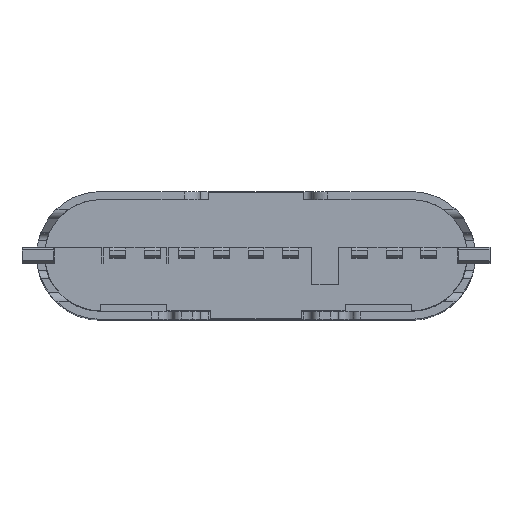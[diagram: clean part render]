
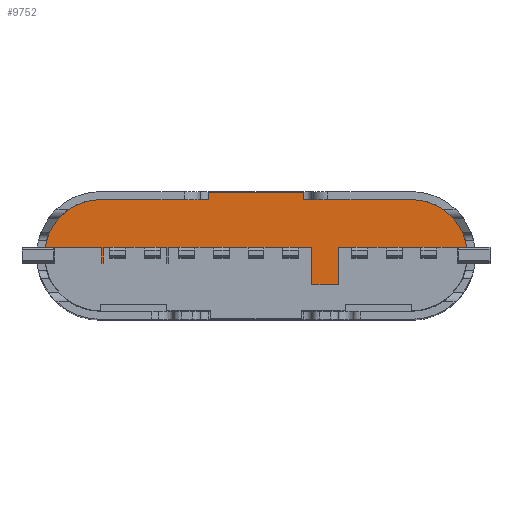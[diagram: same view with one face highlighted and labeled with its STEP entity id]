
A CAD part, top view. The second image highlights one B-rep face of the part: STEP entity #9752.
In plain terms, the highlighted planar face has unit normal (0, 0, 1).
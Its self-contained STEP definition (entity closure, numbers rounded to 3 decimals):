
#908=DIRECTION('',(-1.,0.,0.));
#909=VECTOR('',#908,1.8);
#910=CARTESIAN_POINT('',(0.9,1.22,2.24));
#911=LINE('',#910,#909);
#1251=CARTESIAN_POINT('',(-2.925,0.03,2.24));
#1252=DIRECTION('',(0.,0.,-1.));
#1253=DIRECTION('',(-0.773,0.634,0.));
#1254=AXIS2_PLACEMENT_3D('',#1251,#1252,#1253);
#1256=DIRECTION('',(0.,1.,0.));
#1257=VECTOR('',#1256,0.14);
#1258=CARTESIAN_POINT('',(-0.9,1.08,2.24));
#1259=LINE('',#1258,#1257);
#1260=CARTESIAN_POINT('',(2.925,0.03,2.24));
#1261=DIRECTION('',(0.,0.,-1.));
#1262=DIRECTION('',(0.,1.,0.));
#1263=AXIS2_PLACEMENT_3D('',#1260,#1261,#1262);
#1265=CARTESIAN_POINT('',(2.925,0.03,2.24));
#1266=DIRECTION('',(0.,0.,-1.));
#1267=DIRECTION('',(0.773,0.634,0.));
#1268=AXIS2_PLACEMENT_3D('',#1265,#1266,#1267);
#1270=DIRECTION('',(-1.,0.,0.));
#1271=VECTOR('',#1270,0.01);
#1272=CARTESIAN_POINT('',(3.8,-0.12,2.24));
#1273=LINE('',#1272,#1271);
#1274=DIRECTION('',(-1.,0.,0.));
#1275=VECTOR('',#1274,2.24);
#1276=CARTESIAN_POINT('',(3.79,0.18,2.24));
#1277=LINE('',#1276,#1275);
#1278=DIRECTION('',(0.,-1.,0.));
#1279=VECTOR('',#1278,0.7);
#1280=CARTESIAN_POINT('',(1.55,0.18,2.24));
#1281=LINE('',#1280,#1279);
#1282=DIRECTION('',(-1.,0.,0.));
#1283=VECTOR('',#1282,2.7);
#1284=CARTESIAN_POINT('',(1.05,0.18,2.24));
#1285=LINE('',#1284,#1283);
#1286=DIRECTION('',(0.,-1.,0.));
#1287=VECTOR('',#1286,0.3);
#1288=CARTESIAN_POINT('',(-1.65,0.18,2.24));
#1289=LINE('',#1288,#1287);
#1290=DIRECTION('',(-1.,0.,0.));
#1291=VECTOR('',#1290,0.025);
#1292=CARTESIAN_POINT('',(-1.65,-0.12,2.24));
#1293=LINE('',#1292,#1291);
#1294=DIRECTION('',(0.,1.,0.));
#1295=VECTOR('',#1294,0.3);
#1296=CARTESIAN_POINT('',(-1.675,-0.12,2.24));
#1297=LINE('',#1296,#1295);
#1298=DIRECTION('',(-1.,0.,0.));
#1299=VECTOR('',#1298,1.2);
#1300=CARTESIAN_POINT('',(-1.675,0.18,2.24));
#1301=LINE('',#1300,#1299);
#1302=DIRECTION('',(-1.,0.,0.));
#1303=VECTOR('',#1302,0.025);
#1304=CARTESIAN_POINT('',(-2.875,-0.12,2.24));
#1305=LINE('',#1304,#1303);
#1306=DIRECTION('',(-1.,0.,0.));
#1307=VECTOR('',#1306,0.89);
#1308=CARTESIAN_POINT('',(-2.9,0.18,2.24));
#1309=LINE('',#1308,#1307);
#1310=DIRECTION('',(0.,-1.,0.));
#1311=VECTOR('',#1310,0.3);
#1312=CARTESIAN_POINT('',(-3.79,0.18,2.24));
#1313=LINE('',#1312,#1311);
#1314=DIRECTION('',(-1.,0.,0.));
#1315=VECTOR('',#1314,0.01);
#1316=CARTESIAN_POINT('',(-3.79,-0.12,2.24));
#1317=LINE('',#1316,#1315);
#1318=CARTESIAN_POINT('',(-2.925,0.03,2.24));
#1319=DIRECTION('',(0.,0.,-1.));
#1320=DIRECTION('',(-0.99,0.143,0.));
#1321=AXIS2_PLACEMENT_3D('',#1318,#1319,#1320);
#1323=DIRECTION('',(-1.,0.,0.));
#1324=VECTOR('',#1323,1.858);
#1325=CARTESIAN_POINT('',(-1.067,1.08,2.24));
#1326=LINE('',#1325,#1324);
#1372=DIRECTION('',(-1.,0.,0.));
#1373=VECTOR('',#1372,0.167);
#1374=CARTESIAN_POINT('',(-0.9,1.08,2.24));
#1375=LINE('',#1374,#1373);
#1392=DIRECTION('',(0.,1.,0.));
#1393=VECTOR('',#1392,0.14);
#1394=CARTESIAN_POINT('',(0.9,1.08,2.24));
#1395=LINE('',#1394,#1393);
#1413=DIRECTION('',(-1.,0.,0.));
#1414=VECTOR('',#1413,0.167);
#1415=CARTESIAN_POINT('',(1.067,1.08,2.24));
#1416=LINE('',#1415,#1414);
#2032=DIRECTION('',(1.,0.,0.));
#2033=VECTOR('',#2032,0.164);
#2034=CARTESIAN_POINT('',(-3.964,0.18,2.24));
#2035=LINE('',#2034,#2033);
#2070=DIRECTION('',(0.,-1.,0.));
#2071=VECTOR('',#2070,0.3);
#2072=CARTESIAN_POINT('',(-3.8,0.18,2.24));
#2073=LINE('',#2072,#2071);
#2098=DIRECTION('',(0.,-1.,0.));
#2099=VECTOR('',#2098,0.3);
#2100=CARTESIAN_POINT('',(-2.9,0.18,2.24));
#2101=LINE('',#2100,#2099);
#2114=DIRECTION('',(0.,1.,0.));
#2115=VECTOR('',#2114,0.3);
#2116=CARTESIAN_POINT('',(-2.875,-0.12,2.24));
#2117=LINE('',#2116,#2115);
#2692=DIRECTION('',(0.,-1.,0.));
#2693=VECTOR('',#2692,0.7);
#2694=CARTESIAN_POINT('',(1.05,0.18,2.24));
#2695=LINE('',#2694,#2693);
#2696=DIRECTION('',(1.,0.,0.));
#2697=VECTOR('',#2696,0.5);
#2698=CARTESIAN_POINT('',(1.05,-0.52,2.24));
#2699=LINE('',#2698,#2697);
#2864=DIRECTION('',(0.,-1.,0.));
#2865=VECTOR('',#2864,0.3);
#2866=CARTESIAN_POINT('',(3.79,0.18,2.24));
#2867=LINE('',#2866,#2865);
#2876=DIRECTION('',(0.,1.,0.));
#2877=VECTOR('',#2876,0.3);
#2878=CARTESIAN_POINT('',(3.8,-0.12,2.24));
#2879=LINE('',#2878,#2877);
#2914=DIRECTION('',(1.,0.,0.));
#2915=VECTOR('',#2914,0.164);
#2916=CARTESIAN_POINT('',(3.8,0.18,2.24));
#2917=LINE('',#2916,#2915);
#2974=DIRECTION('',(-1.,0.,0.));
#2975=VECTOR('',#2974,1.858);
#2976=CARTESIAN_POINT('',(2.925,1.08,2.24));
#2977=LINE('',#2976,#2975);
#6503=CARTESIAN_POINT('',(3.964,0.18,2.24));
#6505=VERTEX_POINT('',#6503);
#6514=CARTESIAN_POINT('',(3.8,0.18,2.24));
#6515=VERTEX_POINT('',#6514);
#6516=CARTESIAN_POINT('',(-3.964,0.18,2.24));
#6518=VERTEX_POINT('',#6516);
#6520=CARTESIAN_POINT('',(-3.8,0.18,2.24));
#6521=VERTEX_POINT('',#6520);
#6664=CARTESIAN_POINT('',(-3.737,0.696,2.24));
#6665=CARTESIAN_POINT('',(-2.925,1.08,2.24));
#6666=VERTEX_POINT('',#6664);
#6667=VERTEX_POINT('',#6665);
#6668=CARTESIAN_POINT('',(-1.067,1.08,2.24));
#6669=VERTEX_POINT('',#6668);
#6670=CARTESIAN_POINT('',(-0.9,1.08,2.24));
#6671=VERTEX_POINT('',#6670);
#6672=CARTESIAN_POINT('',(-0.9,1.22,2.24));
#6673=VERTEX_POINT('',#6672);
#6674=CARTESIAN_POINT('',(0.9,1.22,2.24));
#6675=VERTEX_POINT('',#6674);
#6676=CARTESIAN_POINT('',(0.9,1.08,2.24));
#6677=VERTEX_POINT('',#6676);
#6678=CARTESIAN_POINT('',(1.067,1.08,2.24));
#6679=VERTEX_POINT('',#6678);
#6680=CARTESIAN_POINT('',(2.925,1.08,2.24));
#6681=VERTEX_POINT('',#6680);
#6682=CARTESIAN_POINT('',(3.737,0.696,2.24));
#6683=VERTEX_POINT('',#6682);
#6684=CARTESIAN_POINT('',(3.8,-0.12,2.24));
#6685=VERTEX_POINT('',#6684);
#6686=CARTESIAN_POINT('',(3.79,-0.12,2.24));
#6687=VERTEX_POINT('',#6686);
#6688=CARTESIAN_POINT('',(3.79,0.18,2.24));
#6689=VERTEX_POINT('',#6688);
#6690=CARTESIAN_POINT('',(1.55,0.18,2.24));
#6691=VERTEX_POINT('',#6690);
#6692=CARTESIAN_POINT('',(1.55,-0.52,2.24));
#6693=VERTEX_POINT('',#6692);
#6694=CARTESIAN_POINT('',(1.05,-0.52,2.24));
#6695=VERTEX_POINT('',#6694);
#6696=CARTESIAN_POINT('',(1.05,0.18,2.24));
#6697=VERTEX_POINT('',#6696);
#6698=CARTESIAN_POINT('',(-1.65,0.18,2.24));
#6699=VERTEX_POINT('',#6698);
#6700=CARTESIAN_POINT('',(-1.65,-0.12,2.24));
#6701=VERTEX_POINT('',#6700);
#6702=CARTESIAN_POINT('',(-1.675,-0.12,2.24));
#6703=VERTEX_POINT('',#6702);
#6704=CARTESIAN_POINT('',(-1.675,0.18,2.24));
#6705=VERTEX_POINT('',#6704);
#6706=CARTESIAN_POINT('',(-2.875,0.18,2.24));
#6707=VERTEX_POINT('',#6706);
#6708=CARTESIAN_POINT('',(-2.875,-0.12,2.24));
#6709=VERTEX_POINT('',#6708);
#6710=CARTESIAN_POINT('',(-2.9,-0.12,2.24));
#6711=VERTEX_POINT('',#6710);
#6712=CARTESIAN_POINT('',(-2.9,0.18,2.24));
#6713=VERTEX_POINT('',#6712);
#6714=CARTESIAN_POINT('',(-3.79,0.18,2.24));
#6715=VERTEX_POINT('',#6714);
#6716=CARTESIAN_POINT('',(-3.79,-0.12,2.24));
#6717=VERTEX_POINT('',#6716);
#6718=CARTESIAN_POINT('',(-3.8,-0.12,2.24));
#6719=VERTEX_POINT('',#6718);
#9683=CARTESIAN_POINT('',(0.,0.04,2.24));
#9684=DIRECTION('',(0.,0.,1.));
#9685=DIRECTION('',(-1.,0.,0.));
#9686=AXIS2_PLACEMENT_3D('',#9683,#9684,#9685);
#9687=PLANE('',#9686);
#9688=ORIENTED_EDGE('',*,*,#9671,.T.);
#9690=ORIENTED_EDGE('',*,*,#9689,.F.);
#9692=ORIENTED_EDGE('',*,*,#9691,.F.);
#9694=ORIENTED_EDGE('',*,*,#9693,.T.);
#9695=ORIENTED_EDGE('',*,*,#9393,.F.);
#9697=ORIENTED_EDGE('',*,*,#9696,.F.);
#9699=ORIENTED_EDGE('',*,*,#9698,.F.);
#9701=ORIENTED_EDGE('',*,*,#9700,.F.);
#9703=ORIENTED_EDGE('',*,*,#9702,.T.);
#9705=ORIENTED_EDGE('',*,*,#9704,.T.);
#9707=ORIENTED_EDGE('',*,*,#9706,.F.);
#9709=ORIENTED_EDGE('',*,*,#9708,.F.);
#9711=ORIENTED_EDGE('',*,*,#9710,.T.);
#9713=ORIENTED_EDGE('',*,*,#9712,.F.);
#9715=ORIENTED_EDGE('',*,*,#9714,.T.);
#9717=ORIENTED_EDGE('',*,*,#9716,.T.);
#9719=ORIENTED_EDGE('',*,*,#9718,.F.);
#9721=ORIENTED_EDGE('',*,*,#9720,.F.);
#9723=ORIENTED_EDGE('',*,*,#9722,.T.);
#9725=ORIENTED_EDGE('',*,*,#9724,.T.);
#9727=ORIENTED_EDGE('',*,*,#9726,.T.);
#9729=ORIENTED_EDGE('',*,*,#9728,.T.);
#9731=ORIENTED_EDGE('',*,*,#9730,.T.);
#9733=ORIENTED_EDGE('',*,*,#9732,.F.);
#9735=ORIENTED_EDGE('',*,*,#9734,.T.);
#9737=ORIENTED_EDGE('',*,*,#9736,.F.);
#9739=ORIENTED_EDGE('',*,*,#9738,.T.);
#9741=ORIENTED_EDGE('',*,*,#9740,.T.);
#9743=ORIENTED_EDGE('',*,*,#9742,.T.);
#9745=ORIENTED_EDGE('',*,*,#9744,.F.);
#9747=ORIENTED_EDGE('',*,*,#9746,.F.);
#9749=ORIENTED_EDGE('',*,*,#9748,.T.);
#9750=EDGE_LOOP('',(#9688,#9690,#9692,#9694,#9695,#9697,#9699,#9701,#9703,#9705,
#9707,#9709,#9711,#9713,#9715,#9717,#9719,#9721,#9723,#9725,#9727,#9729,#9731,
#9733,#9735,#9737,#9739,#9741,#9743,#9745,#9747,#9749));
#9751=FACE_OUTER_BOUND('',#9750,.F.);
#9752=ADVANCED_FACE('',(#9751),#9687,.T.);
#1255=CIRCLE('',#1254,1.05);
#1264=CIRCLE('',#1263,1.05);
#1269=CIRCLE('',#1268,1.05);
#1322=CIRCLE('',#1321,1.05);
#9393=EDGE_CURVE('',#6675,#6673,#911,.T.);
#9671=EDGE_CURVE('',#6666,#6667,#1255,.T.);
#9689=EDGE_CURVE('',#6669,#6667,#1326,.T.);
#9691=EDGE_CURVE('',#6671,#6669,#1375,.T.);
#9693=EDGE_CURVE('',#6671,#6673,#1259,.T.);
#9696=EDGE_CURVE('',#6677,#6675,#1395,.T.);
#9698=EDGE_CURVE('',#6679,#6677,#1416,.T.);
#9700=EDGE_CURVE('',#6681,#6679,#2977,.T.);
#9702=EDGE_CURVE('',#6681,#6683,#1264,.T.);
#9704=EDGE_CURVE('',#6683,#6505,#1269,.T.);
#9706=EDGE_CURVE('',#6515,#6505,#2917,.T.);
#9708=EDGE_CURVE('',#6685,#6515,#2879,.T.);
#9710=EDGE_CURVE('',#6685,#6687,#1273,.T.);
#9712=EDGE_CURVE('',#6689,#6687,#2867,.T.);
#9714=EDGE_CURVE('',#6689,#6691,#1277,.T.);
#9716=EDGE_CURVE('',#6691,#6693,#1281,.T.);
#9718=EDGE_CURVE('',#6695,#6693,#2699,.T.);
#9720=EDGE_CURVE('',#6697,#6695,#2695,.T.);
#9722=EDGE_CURVE('',#6697,#6699,#1285,.T.);
#9724=EDGE_CURVE('',#6699,#6701,#1289,.T.);
#9726=EDGE_CURVE('',#6701,#6703,#1293,.T.);
#9728=EDGE_CURVE('',#6703,#6705,#1297,.T.);
#9730=EDGE_CURVE('',#6705,#6707,#1301,.T.);
#9732=EDGE_CURVE('',#6709,#6707,#2117,.T.);
#9734=EDGE_CURVE('',#6709,#6711,#1305,.T.);
#9736=EDGE_CURVE('',#6713,#6711,#2101,.T.);
#9738=EDGE_CURVE('',#6713,#6715,#1309,.T.);
#9740=EDGE_CURVE('',#6715,#6717,#1313,.T.);
#9742=EDGE_CURVE('',#6717,#6719,#1317,.T.);
#9744=EDGE_CURVE('',#6521,#6719,#2073,.T.);
#9746=EDGE_CURVE('',#6518,#6521,#2035,.T.);
#9748=EDGE_CURVE('',#6518,#6666,#1322,.T.);
